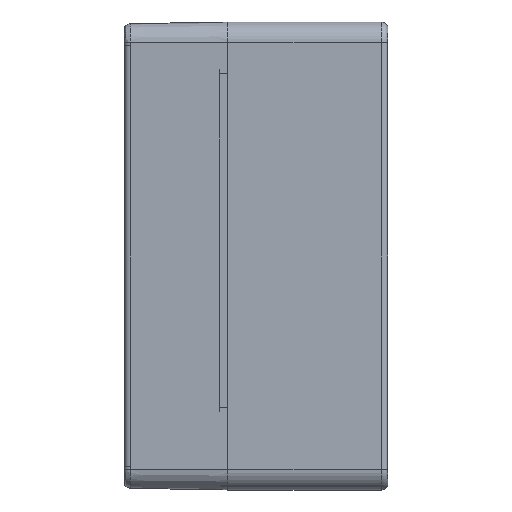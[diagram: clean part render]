
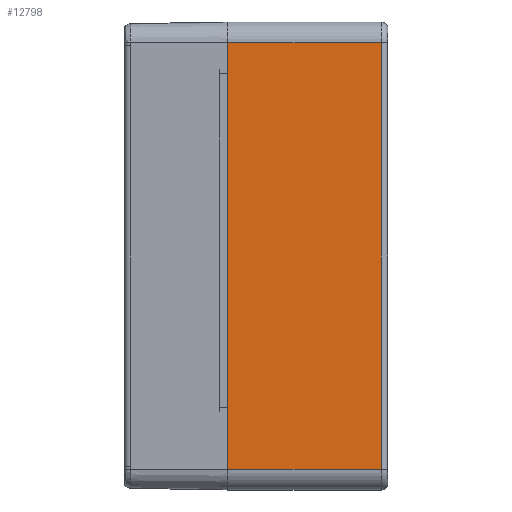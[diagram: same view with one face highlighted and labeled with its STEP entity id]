
A CAD part, left-side view. The second image highlights one B-rep face of the part: STEP entity #12798.
In plain terms, the highlighted planar face has unit normal (-1, 0, 0).
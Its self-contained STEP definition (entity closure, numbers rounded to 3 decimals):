
#6025 = CARTESIAN_POINT ( 'NONE',  ( -111.25, 50., 66.5 ) ) ;
#6026 = DIRECTION ( 'NONE',  ( 0., 0., 1. ) ) ;
#6027 = VECTOR ( 'NONE', #6026, 1000. ) ;
#6028 = CARTESIAN_POINT ( 'NONE',  ( -111.25, 50., -73. ) ) ;
#6029 = LINE ( 'NONE', #6028, #6027 ) ;
#6030 = CARTESIAN_POINT ( 'NONE',  ( -111.25, 50., -66.5 ) ) ;
#6144 = DIRECTION ( 'NONE',  ( 1., 0., 0. ) ) ;
#6145 = CARTESIAN_POINT ( 'NONE',  ( -111.25, 50., -73. ) ) ;
#6146 = LINE ( 'NONE', #6205, #6204 ) ;
#6147 = AXIS2_PLACEMENT_3D ( 'NONE', #6145, #6144, #6206 ) ;
#6148 = PLANE ( 'NONE',  #6147 ) ;
#6149 = FACE_OUTER_BOUND ( 'NONE', #12824, .T. ) ;
#6193 = DIRECTION ( 'NONE',  ( 0., 1., 0. ) ) ;
#6194 = VECTOR ( 'NONE', #6193, 1000. ) ;
#6195 = CARTESIAN_POINT ( 'NONE',  ( -111.25, 50., 66.5 ) ) ;
#6196 = LINE ( 'NONE', #6195, #6194 ) ;
#6197 = CARTESIAN_POINT ( 'NONE',  ( -111.25, 2., 66.5 ) ) ;
#6198 = DIRECTION ( 'NONE',  ( 0., 0., 1. ) ) ;
#6199 = VECTOR ( 'NONE', #6198, 1000. ) ;
#6200 = CARTESIAN_POINT ( 'NONE',  ( -111.25, 2., -73. ) ) ;
#6201 = LINE ( 'NONE', #6200, #6199 ) ;
#6202 = CARTESIAN_POINT ( 'NONE',  ( -111.25, 2., -66.5 ) ) ;
#6203 = DIRECTION ( 'NONE',  ( 0., -1., 0. ) ) ;
#6204 = VECTOR ( 'NONE', #6203, 1000. ) ;
#6205 = CARTESIAN_POINT ( 'NONE',  ( -111.25, 50., -66.5 ) ) ;
#6206 = DIRECTION ( 'NONE',  ( 0., 0., -1. ) ) ;
#12726 = VERTEX_POINT ( 'NONE', #6030 ) ;
#12728 = EDGE_CURVE ( 'NONE', #12726, #12729, #6029, .T. ) ;
#12729 = VERTEX_POINT ( 'NONE', #6025 ) ;
#12798 = ADVANCED_FACE ( 'NONE', ( #6149 ), #6148, .F. ) ;
#12799 = ORIENTED_EDGE ( 'NONE', *, *, #12800, .T. ) ;
#12800 = EDGE_CURVE ( 'NONE', #12726, #12801, #6146, .T. ) ;
#12801 = VERTEX_POINT ( 'NONE', #6202 ) ;
#12802 = ORIENTED_EDGE ( 'NONE', *, *, #12803, .T. ) ;
#12803 = EDGE_CURVE ( 'NONE', #12801, #12804, #6201, .T. ) ;
#12804 = VERTEX_POINT ( 'NONE', #6197 ) ;
#12805 = ORIENTED_EDGE ( 'NONE', *, *, #12806, .T. ) ;
#12806 = EDGE_CURVE ( 'NONE', #12804, #12729, #6196, .T. ) ;
#12807 = ORIENTED_EDGE ( 'NONE', *, *, #12728, .F. ) ;
#12824 = EDGE_LOOP ( 'NONE', ( #12799, #12802, #12805, #12807 ) ) ;
